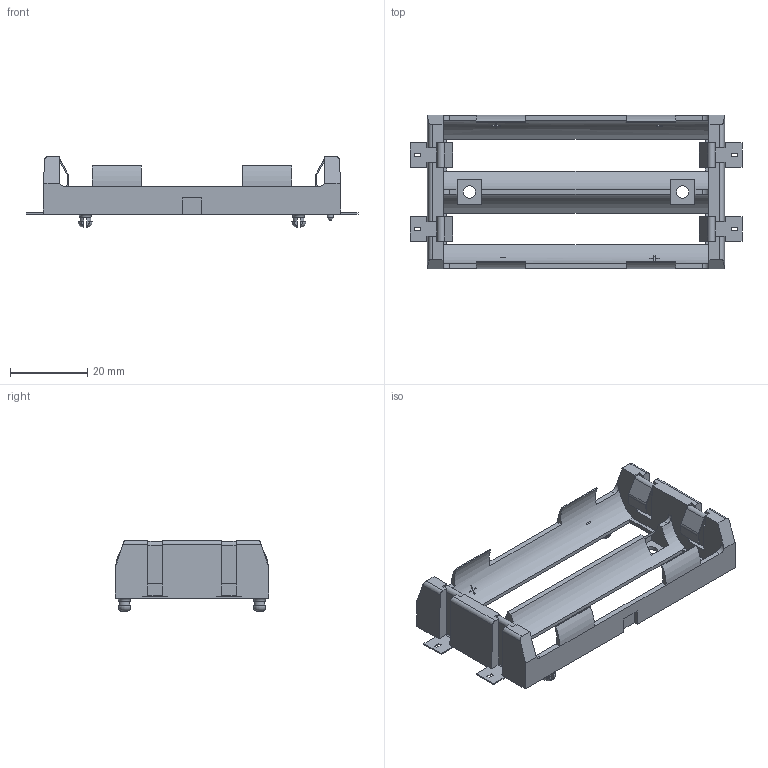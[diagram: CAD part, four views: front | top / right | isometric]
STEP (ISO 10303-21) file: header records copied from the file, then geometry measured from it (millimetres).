
FILE_DESCRIPTION(/* description */ ('Unknown'),/* implementation_level */ '2;1');
FILE_NAME(/* name */ 'KEYST_1048',/* time_stamp */ '2025-10-17T12:08:19+03:00',/* author */ ('Unknown'),/* organization */ ('Unknown'),/* preprocessor_version */ 'ST-DEVELOPER v19.4',/* originating_system */ 'Solid Edge',/* authorisation */ 'Unknown');
FILE_SCHEMA (('AUTOMOTIVE_DESIGN {1 0 10303 214 3 1 1}'));
Length unit declared in the file: millimetre
Products named in the file (3): KEYST_1048; 1134_body; 1042P_pin_type2
Assembly tree (5 placements, depth 2):
  KEYST_1048
    1134_body
    1042P_pin_type2  x4
Bounding box: 86 x 39.78 x 18.34 mm (x, y, z)
Volume: 9819.7 mm3; surface area: 10781.9 mm2
Topology: 5 solids, 5 shells, 354 faces, 1002 edges, 662 vertices
Faces by surface type: plane 294, cylinder 53, torus 6, sphere 1
Full cylindrical faces by diameter (mm): 1.575 x1, 2.921 x2, 3.175 x2
Entity records: 10113 total; most frequent: CARTESIAN_POINT 1644, ORIENTED_EDGE 1458, DIRECTION 1333, EDGE_CURVE 729, LINE 595, VECTOR 595, VERTEX_POINT 484, AXIS2_PLACEMENT_3D 369
